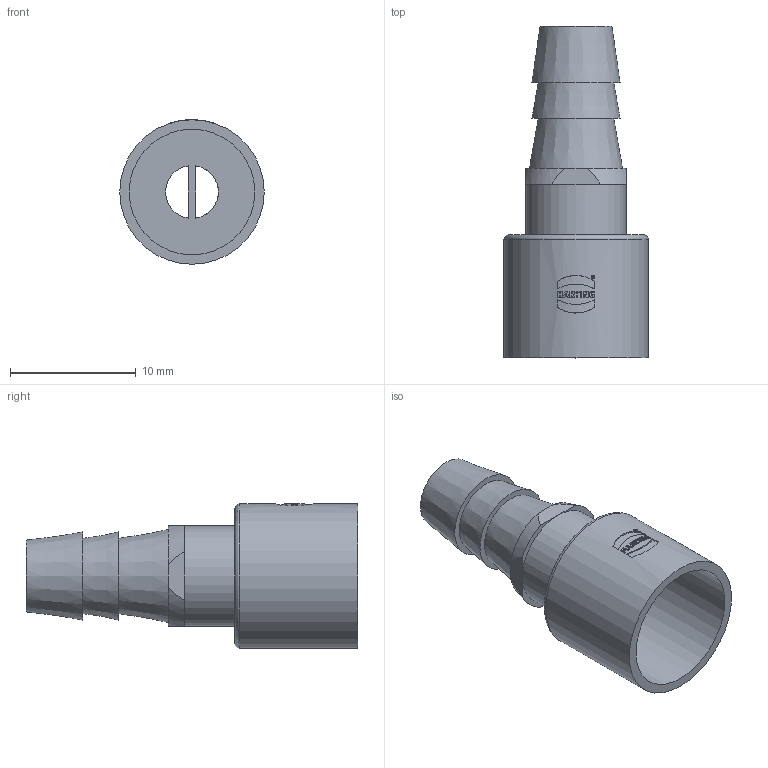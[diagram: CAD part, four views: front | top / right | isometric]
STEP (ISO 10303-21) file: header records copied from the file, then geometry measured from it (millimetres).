
FILE_DESCRIPTION(/* description */ (''),/* implementation_level */ '2;1');
FILE_NAME(/* name */ '100122090ugm000_b.stp',/* time_stamp */ '2017-09-28T15:52:24+02:00',/* author */ (''),/* organization */ (''),/* preprocessor_version */ 'ST-DEVELOPER v16',/* originating_system */ 'SIEMENS PLM Software NX 10.0',/* authorisation */ '');
FILE_SCHEMA (('AUTOMOTIVE_DESIGN { 1 0 10303 214 3 1 1 1 }'));
Length unit declared in the file: millimetre
Products named in the file (1): 100122090ugm000_b
Bounding box: 11.5 x 26.4 x 11.5 mm (x, y, z)
Volume: 743.7 mm3; surface area: 1436.7 mm2
Topology: 1 solids, 1 shells, 134 faces, 333 edges, 221 vertices
Faces by surface type: plane 95, cylinder 22, bspline 10, cone 7
Full cylindrical faces by diameter (mm): 0.226 x1, 0.296 x1, 4.196 x1, 7.996 x1, 9.996 x1, 11.5 x1
Entity records: 4559 total; most frequent: CARTESIAN_POINT 1086, DIRECTION 667, ORIENTED_EDGE 646, EDGE_CURVE 323, AXIS2_PLACEMENT_3D 251, VERTEX_POINT 220, EDGE_LOOP 167, LINE 165
